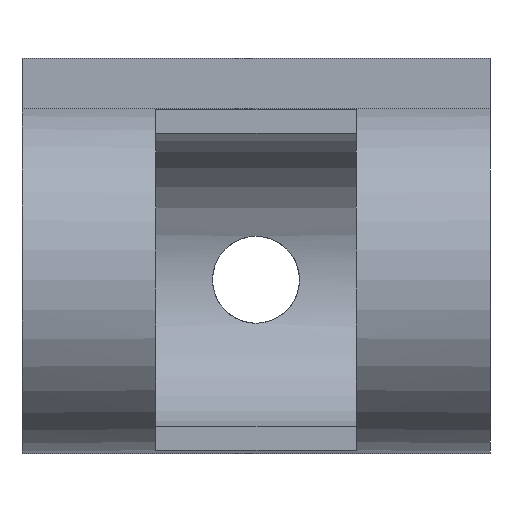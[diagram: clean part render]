
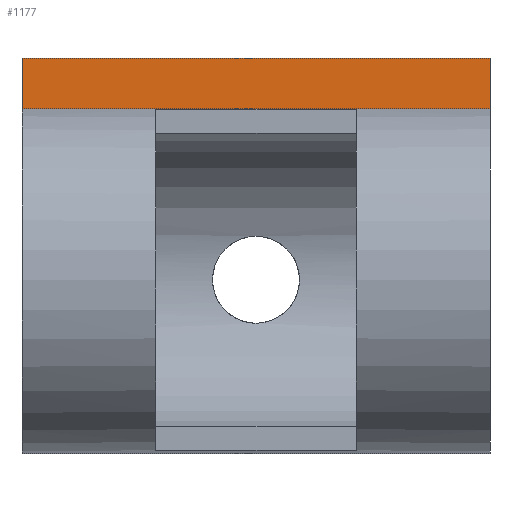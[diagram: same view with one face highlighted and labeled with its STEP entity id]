
A CAD part, front view. The second image highlights one B-rep face of the part: STEP entity #1177.
In plain terms, the highlighted planar face has unit normal (0, -1, 0).
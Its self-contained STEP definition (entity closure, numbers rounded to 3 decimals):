
#55 = EDGE_LOOP ( 'NONE', ( #742, #348, #1328, #329 ) ) ;
#116 = CARTESIAN_POINT ( 'NONE',  ( 70., -9., 66.215 ) ) ;
#321 = VECTOR ( 'NONE', #938, 1000. ) ;
#329 = ORIENTED_EDGE ( 'NONE', *, *, #1276, .T. ) ;
#348 = ORIENTED_EDGE ( 'NONE', *, *, #665, .F. ) ;
#350 = VECTOR ( 'NONE', #681, 1000. ) ;
#369 = LINE ( 'NONE', #1640, #350 ) ;
#399 = EDGE_CURVE ( 'NONE', #907, #701, #369, .T. ) ;
#425 = DIRECTION ( 'NONE',  ( 0., 1., 0. ) ) ;
#438 = LINE ( 'NONE', #1254, #1396 ) ;
#452 = LINE ( 'NONE', #472, #839 ) ;
#472 = CARTESIAN_POINT ( 'NONE',  ( 70., -9., 51.215 ) ) ;
#626 = CARTESIAN_POINT ( 'NONE',  ( -70., -9., 66.215 ) ) ;
#665 = EDGE_CURVE ( 'NONE', #701, #1108, #452, .T. ) ;
#681 = DIRECTION ( 'NONE',  ( 0., 0., -1. ) ) ;
#682 = CARTESIAN_POINT ( 'NONE',  ( 70., -9., 66.215 ) ) ;
#701 = VERTEX_POINT ( 'NONE', #1698 ) ;
#721 = DIRECTION ( 'NONE',  ( -1., 0., 0. ) ) ;
#742 = ORIENTED_EDGE ( 'NONE', *, *, #1580, .T. ) ;
#824 = CARTESIAN_POINT ( 'NONE',  ( 70., -9., 66.215 ) ) ;
#831 = DIRECTION ( 'NONE',  ( 0., 0., -1. ) ) ;
#839 = VECTOR ( 'NONE', #721, 1000. ) ;
#907 = VERTEX_POINT ( 'NONE', #824 ) ;
#938 = DIRECTION ( 'NONE',  ( -1., 0., 0. ) ) ;
#1102 = FACE_OUTER_BOUND ( 'NONE', #55, .T. ) ;
#1108 = VERTEX_POINT ( 'NONE', #1249 ) ;
#1177 = ADVANCED_FACE ( 'NONE', ( #1102 ), #1398, .F. ) ;
#1224 = LINE ( 'NONE', #116, #321 ) ;
#1249 = CARTESIAN_POINT ( 'NONE',  ( -70., -9., 51.215 ) ) ;
#1254 = CARTESIAN_POINT ( 'NONE',  ( -70., -9., 66.215 ) ) ;
#1276 = EDGE_CURVE ( 'NONE', #907, #1718, #1224, .T. ) ;
#1328 = ORIENTED_EDGE ( 'NONE', *, *, #399, .F. ) ;
#1396 = VECTOR ( 'NONE', #831, 1000. ) ;
#1398 = PLANE ( 'NONE',  #1658 ) ;
#1534 = DIRECTION ( 'NONE',  ( 0., 0., 1. ) ) ;
#1580 = EDGE_CURVE ( 'NONE', #1718, #1108, #438, .T. ) ;
#1640 = CARTESIAN_POINT ( 'NONE',  ( 70., -9., 66.215 ) ) ;
#1658 = AXIS2_PLACEMENT_3D ( 'NONE', #682, #425, #1534 ) ;
#1698 = CARTESIAN_POINT ( 'NONE',  ( 70., -9., 51.215 ) ) ;
#1718 = VERTEX_POINT ( 'NONE', #626 ) ;
